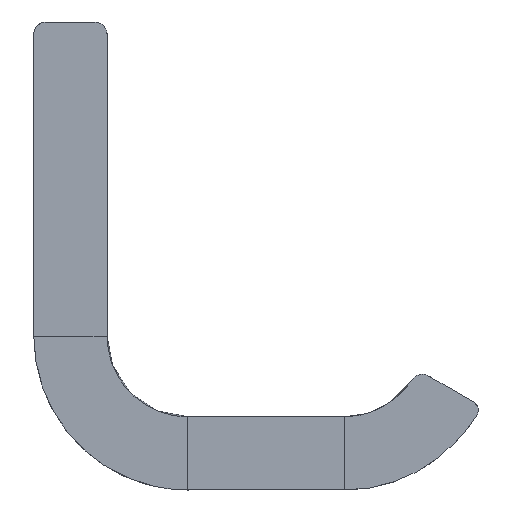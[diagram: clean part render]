
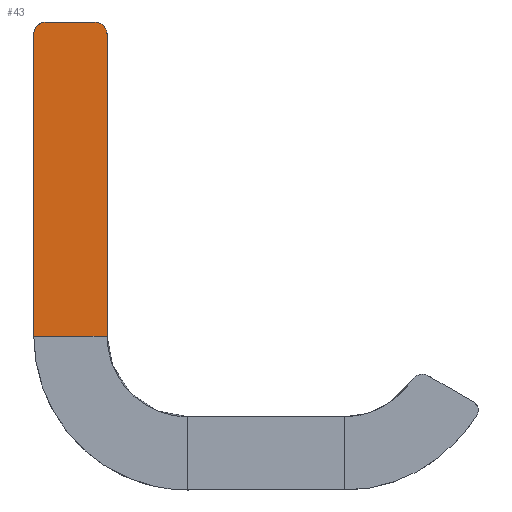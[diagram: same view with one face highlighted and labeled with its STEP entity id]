
A CAD part, top view. The second image highlights one B-rep face of the part: STEP entity #43.
In plain terms, the highlighted free-form (B-spline) face has degree [2, 3] with [3, 4] control points.
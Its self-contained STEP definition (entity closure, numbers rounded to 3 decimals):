
#43=ADVANCED_FACE('',(#121),#1241,.T.);
#121=FACE_OUTER_BOUND('',#199,.T.);
#199=EDGE_LOOP('',(#334,#335,#336,#337,#338,#339));
#334=ORIENTED_EDGE('',*,*,#769,.F.);
#335=ORIENTED_EDGE('',*,*,#755,.F.);
#336=ORIENTED_EDGE('',*,*,#760,.F.);
#337=ORIENTED_EDGE('',*,*,#756,.T.);
#338=ORIENTED_EDGE('',*,*,#708,.F.);
#339=ORIENTED_EDGE('',*,*,#766,.F.);
#708=EDGE_CURVE('',#1122,#1121,#911,.T.);
#755=EDGE_CURVE('',#1147,#1154,#956,.T.);
#756=EDGE_CURVE('',#1148,#1121,#957,.T.);
#760=EDGE_CURVE('',#1148,#1147,#960,.T.);
#766=EDGE_CURVE('',#1153,#1122,#964,.T.);
#769=EDGE_CURVE('',#1154,#1153,#965,.T.);
#911=(
BOUNDED_CURVE()
B_SPLINE_CURVE(2,(#2784,#2785,#2786),.UNSPECIFIED.,.F.,.F.)
B_SPLINE_CURVE_WITH_KNOTS((3,3),(107.913,131.24),
 .UNSPECIFIED.)
CURVE()
GEOMETRIC_REPRESENTATION_ITEM()
RATIONAL_B_SPLINE_CURVE((1.,1.,1.))
REPRESENTATION_ITEM('')
);
#956=(
BOUNDED_CURVE()
B_SPLINE_CURVE(2,(#3286,#3287,#3288),.UNSPECIFIED.,.F.,.F.)
B_SPLINE_CURVE_WITH_KNOTS((3,3),(8.808,24.127),
 .UNSPECIFIED.)
CURVE()
GEOMETRIC_REPRESENTATION_ITEM()
RATIONAL_B_SPLINE_CURVE((1.,1.,1.))
REPRESENTATION_ITEM('')
);
#957=(
BOUNDED_CURVE()
B_SPLINE_CURVE(3,(#3289,#3290,#3291,#3292),.UNSPECIFIED.,.F.,.F.)
B_SPLINE_CURVE_WITH_KNOTS((4,4),(4.,100.),
 .UNSPECIFIED.)
CURVE()
GEOMETRIC_REPRESENTATION_ITEM()
RATIONAL_B_SPLINE_CURVE((1.,1.,1.,1.))
REPRESENTATION_ITEM('')
);
#960=(
BOUNDED_CURVE()
B_SPLINE_CURVE(2,(#3302,#3303,#3304),.UNSPECIFIED.,.F.,.F.)
B_SPLINE_CURVE_WITH_KNOTS((3,3),(-6.283,0.),.UNSPECIFIED.)
CURVE()
GEOMETRIC_REPRESENTATION_ITEM()
RATIONAL_B_SPLINE_CURVE((1.,0.707,1.))
REPRESENTATION_ITEM('')
);
#964=(
BOUNDED_CURVE()
B_SPLINE_CURVE(3,(#3335,#3336,#3337,#3338),.UNSPECIFIED.,.F.,.F.)
B_SPLINE_CURVE_WITH_KNOTS((4,4),(4.,100.),
 .UNSPECIFIED.)
CURVE()
GEOMETRIC_REPRESENTATION_ITEM()
RATIONAL_B_SPLINE_CURVE((1.,1.,1.,1.))
REPRESENTATION_ITEM('')
);
#965=(
BOUNDED_CURVE()
B_SPLINE_CURVE(2,(#3343,#3344,#3345),.UNSPECIFIED.,.F.,.F.)
B_SPLINE_CURVE_WITH_KNOTS((3,3),(-6.283,0.),.UNSPECIFIED.)
CURVE()
GEOMETRIC_REPRESENTATION_ITEM()
RATIONAL_B_SPLINE_CURVE((1.,0.707,1.))
REPRESENTATION_ITEM('')
);
#1121=VERTEX_POINT('',#2592);
#1122=VERTEX_POINT('',#2593);
#1147=VERTEX_POINT('',#2618);
#1148=VERTEX_POINT('',#2619);
#1153=VERTEX_POINT('',#2624);
#1154=VERTEX_POINT('',#2625);
#1241=(
BOUNDED_SURFACE()
B_SPLINE_SURFACE(2,3,((#1554,#1555,#1556,#1557),(#1558,#1559,#1560,#1561),
(#1562,#1563,#1564,#1565)),.UNSPECIFIED.,.F.,.F.,.F.)
B_SPLINE_SURFACE_WITH_KNOTS((3,3),(4,4),(107.913,131.24),
(0.,100.),.UNSPECIFIED.)
GEOMETRIC_REPRESENTATION_ITEM()
RATIONAL_B_SPLINE_SURFACE(((0.854,0.854,0.854,
0.854),(0.854,0.854,0.854,
0.854),(0.854,0.854,0.854,
0.854)))
REPRESENTATION_ITEM('')
SURFACE()
);
#1554=CARTESIAN_POINT('',(102.022,0.,315.));
#1555=CARTESIAN_POINT('',(102.022,-33.333,315.));
#1556=CARTESIAN_POINT('',(102.022,-66.667,315.));
#1557=CARTESIAN_POINT('',(102.022,-100.,315.));
#1558=CARTESIAN_POINT('',(90.848,0.,315.));
#1559=CARTESIAN_POINT('',(90.848,-33.333,315.));
#1560=CARTESIAN_POINT('',(90.848,-66.667,315.));
#1561=CARTESIAN_POINT('',(90.848,-100.,315.));
#1562=CARTESIAN_POINT('',(78.673,0.,315.));
#1563=CARTESIAN_POINT('',(78.673,-33.333,315.));
#1564=CARTESIAN_POINT('',(78.673,-66.667,315.));
#1565=CARTESIAN_POINT('',(78.673,-100.,315.));
#2592=CARTESIAN_POINT('',(78.673,-100.,315.));
#2593=CARTESIAN_POINT('',(102.,-100.,315.));
#2618=CARTESIAN_POINT('',(82.673,0.,315.));
#2619=CARTESIAN_POINT('',(78.673,-4.,315.));
#2624=CARTESIAN_POINT('',(102.,-4.,315.));
#2625=CARTESIAN_POINT('',(98.,0.,315.));
#2784=CARTESIAN_POINT('',(102.,-100.,315.));
#2785=CARTESIAN_POINT('',(90.836,-100.,315.));
#2786=CARTESIAN_POINT('',(78.673,-100.,315.));
#3286=CARTESIAN_POINT('',(82.673,0.,315.));
#3287=CARTESIAN_POINT('',(90.552,0.,315.));
#3288=CARTESIAN_POINT('',(98.,0.,315.));
#3289=CARTESIAN_POINT('',(78.673,-4.,315.));
#3290=CARTESIAN_POINT('',(78.673,-36.,315.));
#3291=CARTESIAN_POINT('',(78.673,-68.,315.));
#3292=CARTESIAN_POINT('',(78.673,-100.,315.));
#3302=CARTESIAN_POINT('',(78.673,-4.,315.));
#3303=CARTESIAN_POINT('',(78.673,0.,315.));
#3304=CARTESIAN_POINT('',(82.673,0.,315.));
#3335=CARTESIAN_POINT('',(102.,-4.,315.));
#3336=CARTESIAN_POINT('',(102.,-36.,315.));
#3337=CARTESIAN_POINT('',(102.,-68.,315.));
#3338=CARTESIAN_POINT('',(102.,-100.,315.));
#3343=CARTESIAN_POINT('',(98.,0.,315.));
#3344=CARTESIAN_POINT('',(102.,0.,315.));
#3345=CARTESIAN_POINT('',(102.,-4.,315.));
